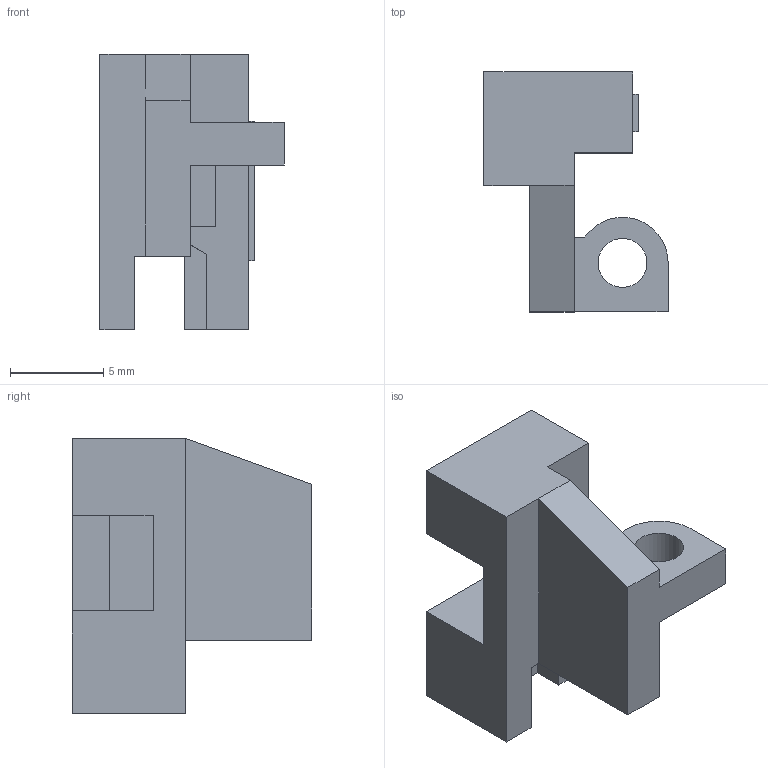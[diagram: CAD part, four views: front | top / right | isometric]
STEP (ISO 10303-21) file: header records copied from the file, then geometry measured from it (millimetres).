
FILE_DESCRIPTION(/* description */ (''),/* implementation_level */ '2;1');
FILE_NAME(/* name */ '100550157ugm000_c.stp',/* time_stamp */ '2017-07-10T11:42:32+02:00',/* author */ (''),/* organization */ (''),/* preprocessor_version */ 'ST-DEVELOPER v16',/* originating_system */ 'SIEMENS PLM Software NX 10.0',/* authorisation */ '');
FILE_SCHEMA (('AUTOMOTIVE_DESIGN { 1 0 10303 214 3 1 1 1 }'));
Length unit declared in the file: millimetre
Products named in the file (1): 100550157ugm000_c
Bounding box: 9.9 x 12.88 x 14.8 mm (x, y, z)
Volume: 633.8 mm3; surface area: 829.6 mm2
Topology: 1 solids, 1 shells, 41 faces, 117 edges, 78 vertices
Faces by surface type: plane 39, cylinder 2
Full cylindrical faces by diameter (mm): 2.63 x1
Entity records: 1658 total; most frequent: CARTESIAN_POINT 239, ORIENTED_EDGE 234, DIRECTION 205, EDGE_CURVE 117, LINE 113, VECTOR 113, VERTEX_POINT 79, EDGE_LOOP 46
